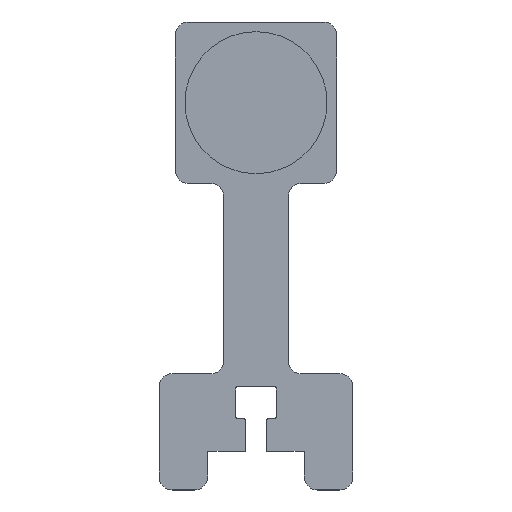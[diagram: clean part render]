
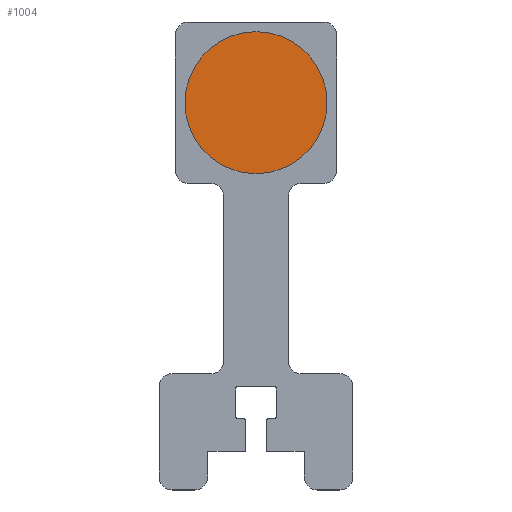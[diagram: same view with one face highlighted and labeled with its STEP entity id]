
A CAD part, top view. The second image highlights one B-rep face of the part: STEP entity #1004.
In plain terms, the highlighted planar face has unit normal (0, 0, 1).
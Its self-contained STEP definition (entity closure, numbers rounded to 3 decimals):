
#39=PLANE('',#1126);
#91=FACE_OUTER_BOUND('',#144,.T.);
#144=EDGE_LOOP('',(#874));
#391=CIRCLE('',#1125,11.);
#489=VERTEX_POINT('',#1722);
#634=EDGE_CURVE('',#489,#489,#391,.T.);
#874=ORIENTED_EDGE('',*,*,#634,.F.);
#1004=ADVANCED_FACE('',(#91),#39,.T.);
#1125=AXIS2_PLACEMENT_3D('',#1724,#1421,#1422);
#1126=AXIS2_PLACEMENT_3D('',#1725,#1423,#1424);
#1421=DIRECTION('center_axis',(0.,0.,-1.));
#1422=DIRECTION('ref_axis',(-1.,0.,0.));
#1423=DIRECTION('center_axis',(0.,0.,1.));
#1424=DIRECTION('ref_axis',(1.,0.,0.));
#1722=CARTESIAN_POINT('',(11.,23.75,2.8));
#1724=CARTESIAN_POINT('Origin',(0.,23.75,2.8));
#1725=CARTESIAN_POINT('Origin',(0.,23.75,2.8));
